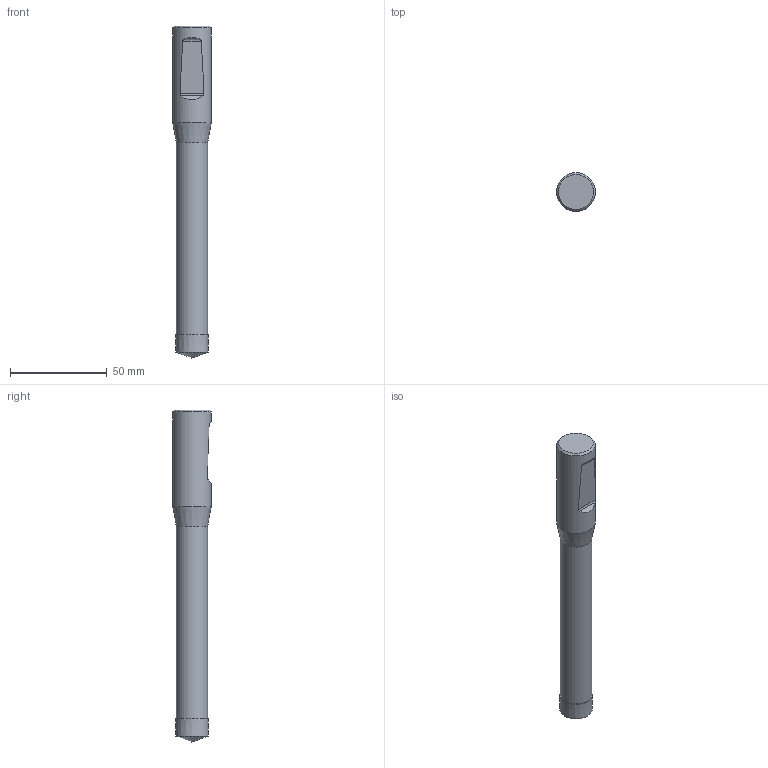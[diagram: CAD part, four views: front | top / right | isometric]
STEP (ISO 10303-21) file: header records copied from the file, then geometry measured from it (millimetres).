
FILE_DESCRIPTION(/* description */ (''),/* implementation_level */ '2;1');
FILE_NAME(/* name */ 'h85517.0-r95017.0_3d_light.stp',/* time_stamp */ '2021-09-03T16:21:14+02:00',/* author */ (''),/* organization */ ('SMS'),/* preprocessor_version */ 'ST-DEVELOPER v16.7',/* originating_system */ 'SIEMENS PLM Software NX 12.0',/* authorisation */ '');
FILE_SCHEMA (('AUTOMOTIVE_DESIGN { 1 0 10303 214 3 1 1 1 }'));
Length unit declared in the file: millimetre
Products named in the file (1): H85517.0-R95017.0_3D_light
Bounding box: 20 x 20 x 171.5 mm (x, y, z)
Volume: 40645.8 mm3; surface area: 10200.1 mm2
Topology: 2 solids, 2 shells, 14 faces, 28 edges, 21 vertices
Faces by surface type: plane 6, cylinder 4, cone 4
Full cylindrical faces by diameter (mm): 16.2 x1, 20 x1
Entity records: 450 total; most frequent: CARTESIAN_POINT 117, DIRECTION 62, ORIENTED_EDGE 38, AXIS2_PLACEMENT_3D 29, EDGE_LOOP 20, EDGE_CURVE 19, VERTEX_POINT 16, ADVANCED_FACE 14
